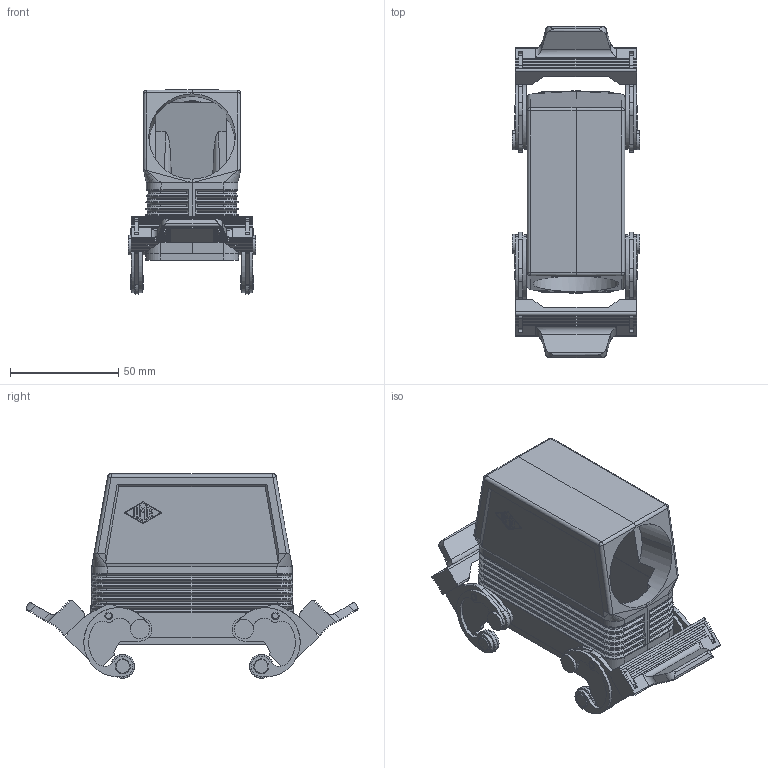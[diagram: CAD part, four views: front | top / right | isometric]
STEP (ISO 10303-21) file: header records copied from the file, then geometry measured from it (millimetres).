
FILE_DESCRIPTION(('Creo Elements/Direct Modeling STEP Export'),'2;1');
FILE_NAME('0ln7uvk45l4jqfk1592','2016-11-10T 9:15:19',(''),(''),'PTC Creo Elements/Direct Modeling STEP processor for AP214 (Solid Model)','PTC Creo Elements/Direct Modeling 19.0E 27-Jun-2016 (C) Parametric Technology GmbH','');
FILE_SCHEMA(('AUTOMOTIVE_DESIGN { 1 0 10303 214 1 1 1 1 }'));
Length unit declared in the file: millimetre
Products named in the file (2): MFO_16_G40
Assembly tree (1 placements, depth 2):
  MFO_16_G40
    MFO_16_G40
Bounding box: 58.8 x 153.47 x 94.52 mm (x, y, z)
Volume: 115566.2 mm3; surface area: 64944.3 mm2
Topology: 1 solids, 13 shells, 1270 faces, 3270 edges, 2066 vertices
Faces by surface type: plane 677, cylinder 401, torus 96, cone 72, bspline 20, sphere 4
Entity records: 49198 total; most frequent: CARTESIAN_POINT 10053, ORIENTED_EDGE 6522, DIRECTION 5601, EDGE_CURVE 3261, VERTEX_POINT 2066, AXIS2_PLACEMENT_3D 1948, VECTOR 1705, LINE 1705
